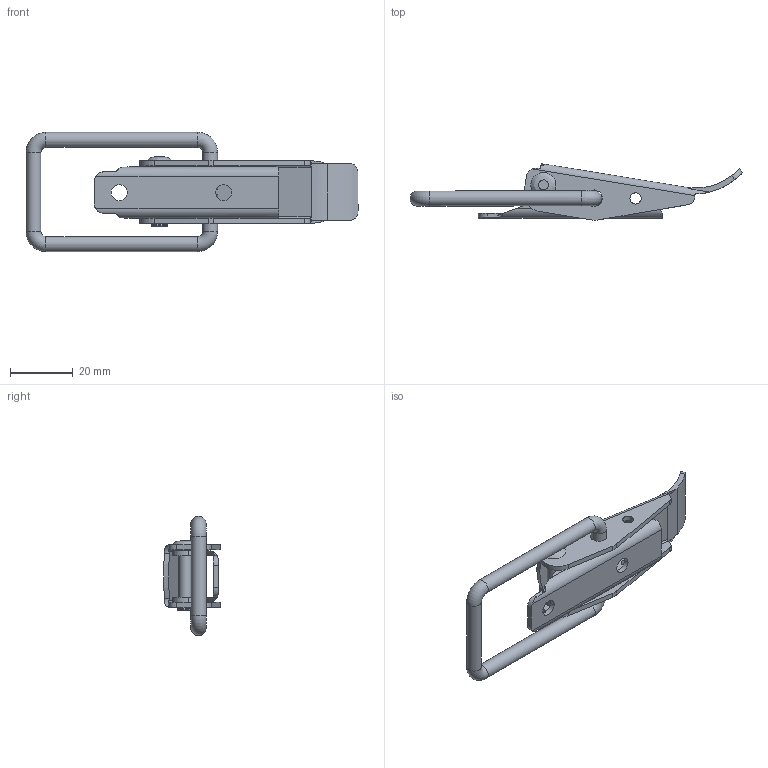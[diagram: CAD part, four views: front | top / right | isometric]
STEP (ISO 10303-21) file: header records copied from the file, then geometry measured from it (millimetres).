
FILE_DESCRIPTION(/* description */ (''),/* implementation_level */ '2;1');
FILE_NAME(/* name */ 'HL105.stp',/* time_stamp */ '2019-10-08T14:11:47+01:00',/* author */ ('RWilson'),/* organization */ (''),/* preprocessor_version */ 'ST-DEVELOPER v16.13',/* originating_system */ 'Autodesk Inventor 2018',/* authorisation */ '');
FILE_SCHEMA (('AUTOMOTIVE_DESIGN { 1 0 10303 214 3 1 1 }'));
Length unit declared in the file: millimetre
Products named in the file (5): 30-502MSZN_STEP; 593ASS; 593BSS; 506-2SS in Assembly; 502DMSSF - BO
Assembly tree (4 placements, depth 2):
  30-502MSZN_STEP
    593ASS
    593BSS
    506-2SS in Assembly
    502DMSSF - BO
Bounding box: 105.92 x 18.06 x 38.02 mm (x, y, z)
Volume: 9124.1 mm3; surface area: 11128.3 mm2
Topology: 5 solids, 5 shells, 116 faces, 300 edges, 193 vertices
Faces by surface type: cylinder 54, plane 52, torus 7, bspline 3
Full cylindrical faces by diameter (mm): 3.581 x2, 3.96 x1, 3.966 x1, 4 x2, 4.013 x2, 4.2 x2, 4.763 x5, 5 x1, 5.1 x2, 5.283 x2
Entity records: 3913 total; most frequent: CARTESIAN_POINT 915, DIRECTION 603, ORIENTED_EDGE 536, EDGE_CURVE 268, AXIS2_PLACEMENT_3D 234, VERTEX_POINT 190, EDGE_LOOP 170, LINE 135
